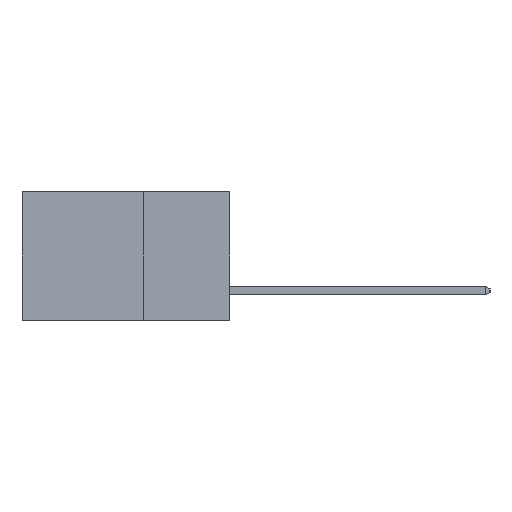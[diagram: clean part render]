
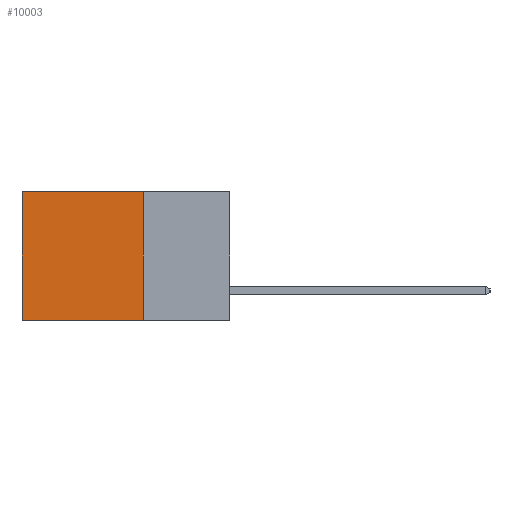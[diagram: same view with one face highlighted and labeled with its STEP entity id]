
A CAD part, left-side view. The second image highlights one B-rep face of the part: STEP entity #10003.
In plain terms, the highlighted planar face has unit normal (-1, 0, 0).
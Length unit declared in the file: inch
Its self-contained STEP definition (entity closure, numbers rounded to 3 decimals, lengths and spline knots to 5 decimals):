
#891 = DIRECTION ( 'NONE',  ( 0., 0., -1. ) ) ;
#1078 = CARTESIAN_POINT ( 'NONE',  ( 0.298, 0.6, 0. ) ) ;
#1558 = CARTESIAN_POINT ( 'NONE',  ( 0.298, 0.25, 0. ) ) ;
#4360 = LINE ( 'NONE', #12308, #14573 ) ;
#4608 = VECTOR ( 'NONE', #9782, 39.37008 ) ;
#5623 = DIRECTION ( 'NONE',  ( 0., 0., -1. ) ) ;
#8887 = EDGE_CURVE ( 'NONE', #24545, #15835, #10120, .T. ) ;
#9090 = EDGE_CURVE ( 'NONE', #13948, #15835, #4360, .T. ) ;
#9580 = CARTESIAN_POINT ( 'NONE',  ( 0.298, 0.25, 0. ) ) ;
#9674 = EDGE_CURVE ( 'NONE', #20021, #13948, #10080, .T. ) ;
#9782 = DIRECTION ( 'NONE',  ( 0., 1., 0. ) ) ;
#10003 = ADVANCED_FACE ( 'NONE', ( #17820 ), #11059, .F. ) ;
#10080 = LINE ( 'NONE', #9580, #25601 ) ;
#10120 = LINE ( 'NONE', #15770, #19640 ) ;
#10656 = LINE ( 'NONE', #23974, #4608 ) ;
#11059 = PLANE ( 'NONE',  #20741 ) ;
#11614 = DIRECTION ( 'NONE',  ( 0., 0., -1. ) ) ;
#12308 = CARTESIAN_POINT ( 'NONE',  ( 0.298, 0.25, -0.37 ) ) ;
#13119 = DIRECTION ( 'NONE',  ( 1., 0., 0. ) ) ;
#13537 = EDGE_CURVE ( 'NONE', #20021, #24545, #10656, .T. ) ;
#13948 = VERTEX_POINT ( 'NONE', #16791 ) ;
#14166 = ORIENTED_EDGE ( 'NONE', *, *, #8887, .T. ) ;
#14573 = VECTOR ( 'NONE', #16388, 39.37008 ) ;
#15770 = CARTESIAN_POINT ( 'NONE',  ( 0.298, 0.6, 0. ) ) ;
#15835 = VERTEX_POINT ( 'NONE', #25853 ) ;
#16388 = DIRECTION ( 'NONE',  ( 0., 1., 0. ) ) ;
#16791 = CARTESIAN_POINT ( 'NONE',  ( 0.298, 0.25, -0.37 ) ) ;
#17418 = ORIENTED_EDGE ( 'NONE', *, *, #13537, .T. ) ;
#17820 = FACE_OUTER_BOUND ( 'NONE', #23608, .T. ) ;
#19640 = VECTOR ( 'NONE', #5623, 39.37008 ) ;
#20021 = VERTEX_POINT ( 'NONE', #1558 ) ;
#20168 = ORIENTED_EDGE ( 'NONE', *, *, #9674, .F. ) ;
#20741 = AXIS2_PLACEMENT_3D ( 'NONE', #25243, #13119, #891 ) ;
#23608 = EDGE_LOOP ( 'NONE', ( #14166, #24115, #20168, #17418 ) ) ;
#23974 = CARTESIAN_POINT ( 'NONE',  ( 0.298, 0.25, 0. ) ) ;
#24115 = ORIENTED_EDGE ( 'NONE', *, *, #9090, .F. ) ;
#24545 = VERTEX_POINT ( 'NONE', #1078 ) ;
#25243 = CARTESIAN_POINT ( 'NONE',  ( 0.298, 0.25, 0. ) ) ;
#25601 = VECTOR ( 'NONE', #11614, 39.37008 ) ;
#25853 = CARTESIAN_POINT ( 'NONE',  ( 0.298, 0.6, -0.37 ) ) ;
